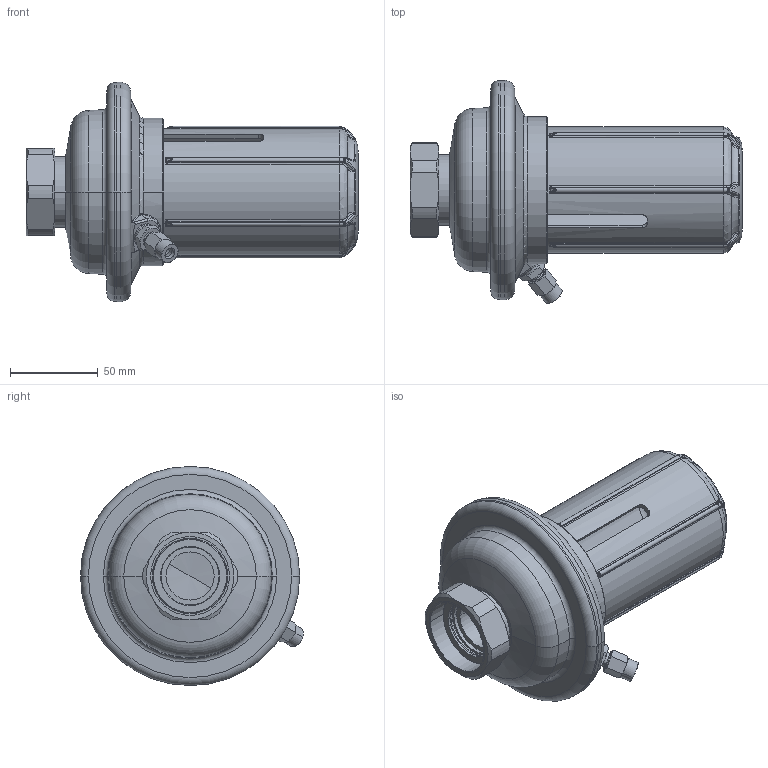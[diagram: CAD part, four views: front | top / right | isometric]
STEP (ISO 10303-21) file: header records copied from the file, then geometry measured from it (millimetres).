
FILE_DESCRIPTION((''),'2;1');
FILE_NAME('003H6829_ASM','2015-04-09T',('u317927'),('Danfoss'),'PRO/ENGINEER BY PARAMETRIC TECHNOLOGY CORPORATION, 2014000','PRO/ENGINEER BY PARAMETRIC TECHNOLOGY CORPORATION, 2014000','');
FILE_SCHEMA(('CONFIG_CONTROL_DESIGN'));
Length unit declared in the file: millimetre
Products named in the file (12): 88810780-MODIFIED; 8883816_ASM; 88810790_ZAVIHAN; 8883807_INST; TRATA-MUTTER; 8883751_ASM; 8883510; 5454032; 8881071; 5191729; 8883525; 003H6829_ASM
Assembly tree (11 placements, depth 3):
  003H6829_ASM
    8883751_ASM
      88810780-MODIFIED
      8883816_ASM
      88810790_ZAVIHAN
      8883807_INST
      TRATA-MUTTER
    8883510
    5454032
    8881071
    5191729
    8883525
Bounding box: 189.5 x 127.3 x 125.09 mm (x, y, z)
Volume: 264360.5 mm3; surface area: 156039.8 mm2
Topology: 9 solids, 15 shells, 914 faces, 2194 edges, 1321 vertices
Faces by surface type: plane 310, cone 165, bspline 158, cylinder 156, torus 114, sphere 11
Entity records: 32987 total; most frequent: CARTESIAN_POINT 12819, ORIENTED_EDGE 4360, DIRECTION 3957, EDGE_CURVE 2192, AXIS2_PLACEMENT_3D 1645, VERTEX_POINT 1321, EDGE_LOOP 957, FACE_OUTER_BOUND 914
